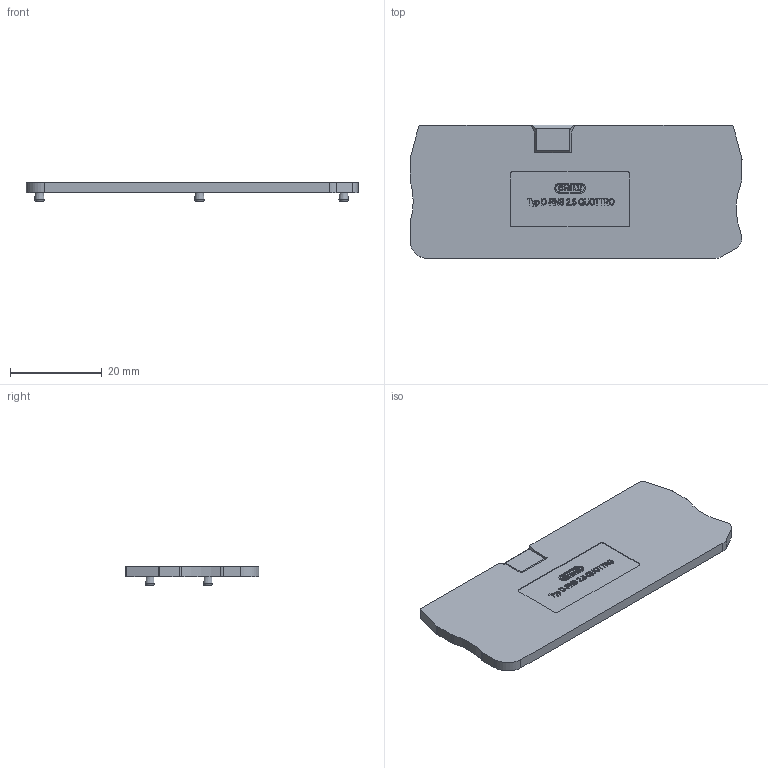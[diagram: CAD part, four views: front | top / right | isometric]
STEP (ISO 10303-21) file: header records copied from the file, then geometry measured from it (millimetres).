
FILE_DESCRIPTION( ('This file contains a STEP AP42 implementation' ,'as created by ZW3D STEP Interface translator.') ,'2;1' );
FILE_NAME( 'D-RNS2.5-QUOTTRO.stp' ,'24 725. 9 7 3', (''), ('ZWCAD Software Co.'), 'Version 1.0', 'ZW3D to STEP translator', '' );
FILE_SCHEMA(('AUTOMOTIVE_DESIGN { 1 0 10303 214 1 1 1 1 }'));
Length unit declared in the file: millimetre
Products named in the file (2): 0; RNS2.5-QUOTTRO_錨璃48
Bounding box: 72.2 x 29.05 x 4 mm (x, y, z)
Volume: 4454.3 mm3; surface area: 4671.6 mm2
Topology: 2 solids, 2 shells, 1342 faces, 3850 edges, 2552 vertices
Faces by surface type: plane 1286, bspline 26, cylinder 24, cone 3, torus 3
Full cylindrical faces by diameter (mm): 1 x3
Entity records: 47337 total; most frequent: CARTESIAN_POINT 15552, ORIENTED_EDGE 7700, DIRECTION 4188, EDGE_CURVE 3850, VERTEX_POINT 2552, B_SPLINE_CURVE_WITH_KNOTS 2348, VECTOR 1450, LINE 1450
